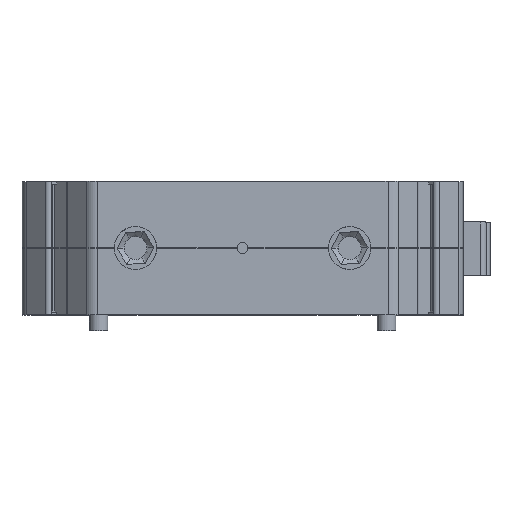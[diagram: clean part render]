
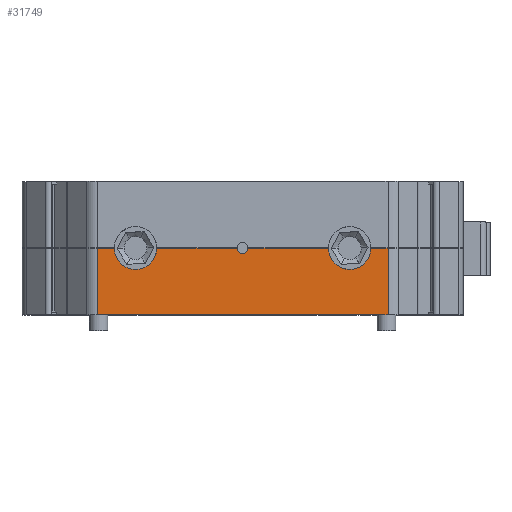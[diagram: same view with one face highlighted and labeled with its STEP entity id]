
A CAD part, top view. The second image highlights one B-rep face of the part: STEP entity #31749.
In plain terms, the highlighted planar face has unit normal (0, 0, 1).
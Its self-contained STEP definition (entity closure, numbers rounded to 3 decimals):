
#295=PLANE('',#33139);
#1206=LINE('',#41569,#3893);
#1327=LINE('',#41890,#4014);
#1459=LINE('',#42266,#4146);
#1460=LINE('',#42270,#4147);
#1461=LINE('',#42272,#4148);
#1462=LINE('',#42273,#4149);
#1463=LINE('',#42276,#4150);
#3893=VECTOR('',#35042,1000.);
#4014=VECTOR('',#35305,1000.);
#4146=VECTOR('',#35621,1000.);
#4147=VECTOR('',#35624,1000.);
#4148=VECTOR('',#35625,1000.);
#4149=VECTOR('',#35626,1000.);
#4150=VECTOR('',#35629,1000.);
#7121=ORIENTED_EDGE('',*,*,#13993,.F.);
#7122=ORIENTED_EDGE('',*,*,#13994,.T.);
#7123=ORIENTED_EDGE('',*,*,#13995,.F.);
#7124=ORIENTED_EDGE('',*,*,#13996,.F.);
#7125=ORIENTED_EDGE('',*,*,#13814,.T.);
#7126=ORIENTED_EDGE('',*,*,#13997,.T.);
#7127=ORIENTED_EDGE('',*,*,#13656,.F.);
#7128=ORIENTED_EDGE('',*,*,#13998,.T.);
#7129=ORIENTED_EDGE('',*,*,#13999,.F.);
#7130=ORIENTED_EDGE('',*,*,#13990,.T.);
#13656=EDGE_CURVE('',#17137,#17138,#1206,.T.);
#13814=EDGE_CURVE('',#17263,#17261,#1327,.T.);
#13990=EDGE_CURVE('',#17405,#17406,#19425,.T.);
#13993=EDGE_CURVE('',#17407,#17406,#1459,.T.);
#13994=EDGE_CURVE('',#17407,#17408,#19426,.T.);
#13995=EDGE_CURVE('',#17409,#17408,#1460,.T.);
#13996=EDGE_CURVE('',#17263,#17409,#1461,.T.);
#13997=EDGE_CURVE('',#17261,#17138,#1462,.T.);
#13998=EDGE_CURVE('',#17137,#17410,#19427,.T.);
#13999=EDGE_CURVE('',#17405,#17410,#1463,.T.);
#17137=VERTEX_POINT('',#41568);
#17138=VERTEX_POINT('',#41570);
#17261=VERTEX_POINT('',#41888);
#17263=VERTEX_POINT('',#41891);
#17405=VERTEX_POINT('',#42261);
#17406=VERTEX_POINT('',#42262);
#17407=VERTEX_POINT('',#42267);
#17408=VERTEX_POINT('',#42269);
#17409=VERTEX_POINT('',#42271);
#17410=VERTEX_POINT('',#42275);
#19425=CIRCLE('',#33138,1.);
#19426=CIRCLE('',#33140,4.);
#19427=CIRCLE('',#33141,4.);
#20024=EDGE_LOOP('',(#7121,#7122,#7123,#7124,#7125,#7126,#7127,#7128,#7129,
#7130));
#21395=FACE_BOUND('',#20024,.T.);
#31749=ADVANCED_FACE('',(#21395),#295,.T.);
#33138=AXIS2_PLACEMENT_3D('',#42260,#35615,#35616);
#33139=AXIS2_PLACEMENT_3D('',#42265,#35619,#35620);
#33140=AXIS2_PLACEMENT_3D('',#42268,#35622,#35623);
#33141=AXIS2_PLACEMENT_3D('',#42274,#35627,#35628);
#35042=DIRECTION('',(1.,0.,0.));
#35305=DIRECTION('',(1.,0.,0.));
#35615=DIRECTION('',(0.,0.,-1.));
#35616=DIRECTION('',(-1.,0.,0.));
#35619=DIRECTION('',(0.,0.,1.));
#35620=DIRECTION('',(-1.,0.,0.));
#35621=DIRECTION('',(1.,0.,0.));
#35622=DIRECTION('',(0.,0.,-1.));
#35623=DIRECTION('',(-1.,0.,0.));
#35624=DIRECTION('',(1.,0.,0.));
#35625=DIRECTION('',(0.,1.,0.));
#35626=DIRECTION('',(0.,1.,0.));
#35627=DIRECTION('',(0.,0.,-1.));
#35628=DIRECTION('',(-1.,0.,0.));
#35629=DIRECTION('',(1.,0.,0.));
#41568=CARTESIAN_POINT('',(24.15,-0.05,44.535));
#41569=CARTESIAN_POINT('',(-27.361,-0.05,44.535));
#41570=CARTESIAN_POINT('',(27.361,-0.05,44.535));
#41888=CARTESIAN_POINT('',(27.361,-12.55,44.535));
#41890=CARTESIAN_POINT('',(-27.361,-12.55,44.535));
#41891=CARTESIAN_POINT('',(-27.361,-12.55,44.535));
#42260=CARTESIAN_POINT('',(0.,-0.05,44.535));
#42261=CARTESIAN_POINT('',(1.,-0.05,44.535));
#42262=CARTESIAN_POINT('',(-1.,-0.05,44.535));
#42265=CARTESIAN_POINT('',(-27.361,-12.55,44.535));
#42266=CARTESIAN_POINT('',(-27.361,-0.05,44.535));
#42267=CARTESIAN_POINT('',(-16.15,-0.05,44.535));
#42268=CARTESIAN_POINT('',(-20.15,-0.05,44.535));
#42269=CARTESIAN_POINT('',(-24.15,-0.05,44.535));
#42270=CARTESIAN_POINT('',(-27.361,-0.05,44.535));
#42271=CARTESIAN_POINT('',(-27.361,-0.05,44.535));
#42272=CARTESIAN_POINT('',(-27.361,-12.55,44.535));
#42273=CARTESIAN_POINT('',(27.361,-12.55,44.535));
#42274=CARTESIAN_POINT('',(20.15,-0.05,44.535));
#42275=CARTESIAN_POINT('',(16.15,-0.05,44.535));
#42276=CARTESIAN_POINT('',(-27.361,-0.05,44.535));
